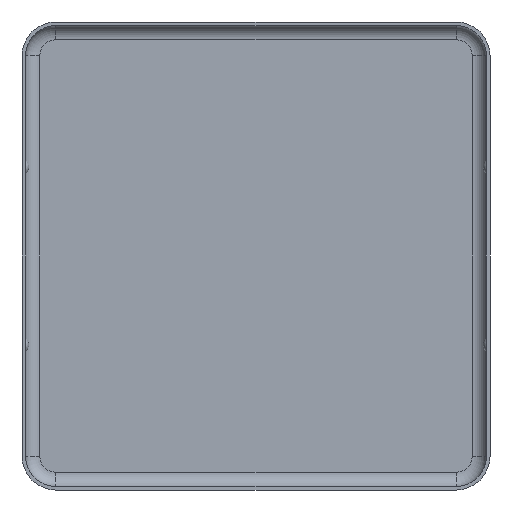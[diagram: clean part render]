
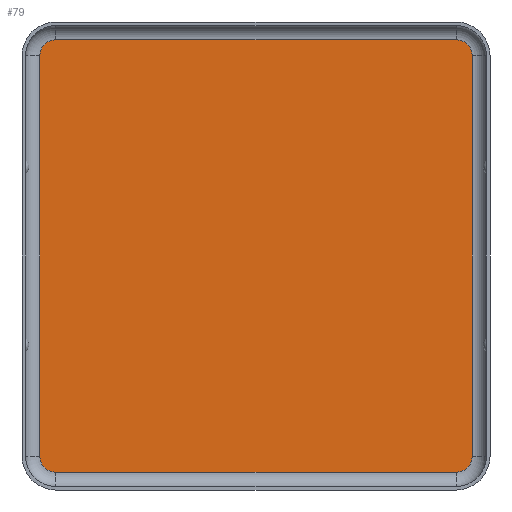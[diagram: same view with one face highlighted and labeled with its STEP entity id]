
A CAD part, front view. The second image highlights one B-rep face of the part: STEP entity #79.
In plain terms, the highlighted planar face has unit normal (0, -1, 0).
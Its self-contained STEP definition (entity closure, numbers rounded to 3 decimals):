
#79 = ADVANCED_FACE( 'NONE', ( #188 ), #189, .T. );
#188 = FACE_OUTER_BOUND( '', #355, .T. );
#189 = PLANE( '', #356 );
#355 = EDGE_LOOP( '', ( #578, #579, #580, #581, #582, #583, #584, #585 ) );
#356 = AXIS2_PLACEMENT_3D( '', #586, #587, #588 );
#578 = ORIENTED_EDGE( '', *, *, #899, .F. );
#579 = ORIENTED_EDGE( '', *, *, #900, .F. );
#580 = ORIENTED_EDGE( '', *, *, #901, .F. );
#581 = ORIENTED_EDGE( '', *, *, #902, .T. );
#582 = ORIENTED_EDGE( '', *, *, #903, .T. );
#583 = ORIENTED_EDGE( '', *, *, #904, .F. );
#584 = ORIENTED_EDGE( '', *, *, #889, .T. );
#585 = ORIENTED_EDGE( '', *, *, #905, .T. );
#586 = CARTESIAN_POINT( '', ( 11.25, 0., -11.25 ) );
#587 = DIRECTION( '', ( 0., -1., 0. ) );
#588 = DIRECTION( '', ( 0., 0., -1. ) );
#889 = EDGE_CURVE( 'NONE', #1029, #1027, #1030, .T. );
#899 = EDGE_CURVE( 'NONE', #1045, #1046, #1047, .T. );
#900 = EDGE_CURVE( 'NONE', #1048, #1045, #1049, .T. );
#901 = EDGE_CURVE( 'NONE', #1050, #1048, #1051, .T. );
#902 = EDGE_CURVE( 'NONE', #1050, #1052, #1053, .T. );
#903 = EDGE_CURVE( 'NONE', #1052, #1054, #1055, .T. );
#904 = EDGE_CURVE( 'NONE', #1029, #1054, #1056, .T. );
#905 = EDGE_CURVE( 'NONE', #1027, #1046, #1057, .T. );
#1027 = VERTEX_POINT( 'NONE', #1217 );
#1029 = VERTEX_POINT( 'NONE', #1219 );
#1030 = LINE( '', #1220, #1221 );
#1045 = VERTEX_POINT( 'NONE', #1236 );
#1046 = VERTEX_POINT( 'NONE', #1237 );
#1047 = LINE( '', #1238, #1239 );
#1048 = VERTEX_POINT( 'NONE', #1240 );
#1049 = CIRCLE( '', #1241, 0.9 );
#1050 = VERTEX_POINT( 'NONE', #1242 );
#1051 = LINE( '', #1243, #1244 );
#1052 = VERTEX_POINT( 'NONE', #1245 );
#1053 = CIRCLE( '', #1246, 0.9 );
#1054 = VERTEX_POINT( 'NONE', #1247 );
#1055 = LINE( '', #1248, #1249 );
#1056 = CIRCLE( '', #1250, 0.9 );
#1057 = CIRCLE( '', #1251, 0.9 );
#1217 = CARTESIAN_POINT( '', ( -12.15, 0., -11.25 ) );
#1219 = CARTESIAN_POINT( '', ( -12.15, 0., 11.25 ) );
#1220 = CARTESIAN_POINT( '', ( -12.15, 0., 0. ) );
#1221 = VECTOR( '', #1440, 1000. );
#1236 = CARTESIAN_POINT( '', ( 11.25, 0., -12.15 ) );
#1237 = CARTESIAN_POINT( '', ( -11.25, 0., -12.15 ) );
#1238 = CARTESIAN_POINT( '', ( 11.25, 0., -12.15 ) );
#1239 = VECTOR( '', #1459, 1000. );
#1240 = CARTESIAN_POINT( '', ( 12.15, 0., -11.25 ) );
#1241 = AXIS2_PLACEMENT_3D( '', #1460, #1461, #1462 );
#1242 = CARTESIAN_POINT( '', ( 12.15, 0., 11.25 ) );
#1243 = CARTESIAN_POINT( '', ( 12.15, 0., 0. ) );
#1244 = VECTOR( '', #1463, 1000. );
#1245 = CARTESIAN_POINT( '', ( 11.25, 0., 12.15 ) );
#1246 = AXIS2_PLACEMENT_3D( '', #1464, #1465, #1466 );
#1247 = CARTESIAN_POINT( '', ( -11.25, 0., 12.15 ) );
#1248 = CARTESIAN_POINT( '', ( 11.25, 0., 12.15 ) );
#1249 = VECTOR( '', #1467, 1000. );
#1250 = AXIS2_PLACEMENT_3D( '', #1468, #1469, #1470 );
#1251 = AXIS2_PLACEMENT_3D( '', #1471, #1472, #1473 );
#1440 = DIRECTION( '', ( 0., 0., -1. ) );
#1459 = DIRECTION( '', ( -1., 0., 0. ) );
#1460 = CARTESIAN_POINT( '', ( 11.25, 0., -11.25 ) );
#1461 = DIRECTION( '', ( 0., 1., 0. ) );
#1462 = DIRECTION( '', ( 0., 0., 1. ) );
#1463 = DIRECTION( '', ( 0., 0., -1. ) );
#1464 = CARTESIAN_POINT( '', ( 11.25, 0., 11.25 ) );
#1465 = DIRECTION( '', ( 0., -1., 0. ) );
#1466 = DIRECTION( '', ( 0., 0., -1. ) );
#1467 = DIRECTION( '', ( -1., 0., 0. ) );
#1468 = CARTESIAN_POINT( '', ( -11.25, 0., 11.25 ) );
#1469 = DIRECTION( '', ( 0., 1., 0. ) );
#1470 = DIRECTION( '', ( 0., 0., -1. ) );
#1471 = CARTESIAN_POINT( '', ( -11.25, 0., -11.25 ) );
#1472 = DIRECTION( '', ( 0., -1., 0. ) );
#1473 = DIRECTION( '', ( 0., 0., 1. ) );
